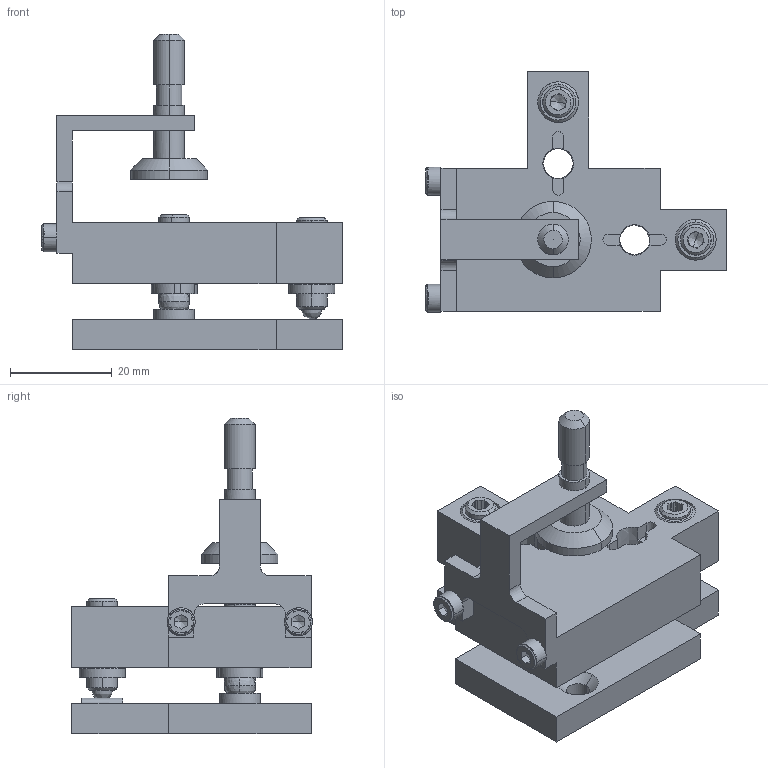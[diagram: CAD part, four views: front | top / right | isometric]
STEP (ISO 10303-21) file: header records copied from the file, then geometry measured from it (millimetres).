
FILE_DESCRIPTION(/* description */ (''),/* implementation_level */ '2;1');
FILE_NAME(/* name */ '02-APH-A',/* time_stamp */ '2022-01-11T13:19:58+03:00',/* author */ (''),/* organization */ (''),/* preprocessor_version */ 'ST-DEVELOPER v15',/* originating_system */ '',/* authorisation */ '');
FILE_SCHEMA (('AUTOMOTIVE_DESIGN'));
Length unit declared in the file: millimetre
Products named in the file (3): Document; Block 01; Block 02
Assembly tree (2 placements, depth 2):
  Document
    Block 01
    Block 02
Bounding box: 59 x 47.25 x 62.02 mm (x, y, z)
Volume: 9174.2 mm3; surface area: 14308 mm2
Topology: 9 solids, 13 shells, 343 faces, 924 edges, 596 vertices
Faces by surface type: bspline 343
Entity records: 23394 total; most frequent: CARTESIAN_POINT 12174, B_SPLINE_CURVE_WITH_KNOTS 1995, ORIENTED_EDGE 1772, PCURVE 1772, DEFINITIONAL_REPRESENTATION 1772, SURFACE_CURVE 899, EDGE_CURVE 899, VERTEX_POINT 596
